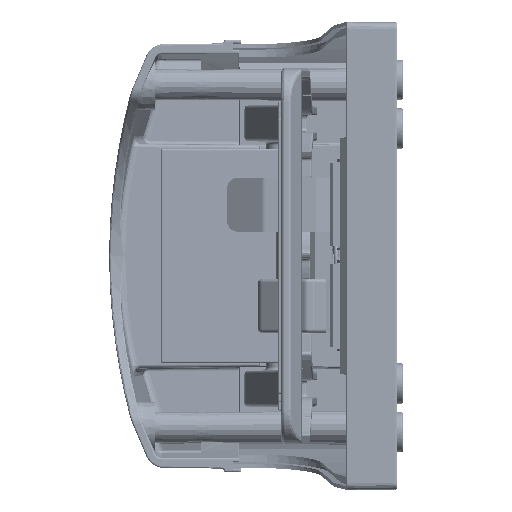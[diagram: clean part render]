
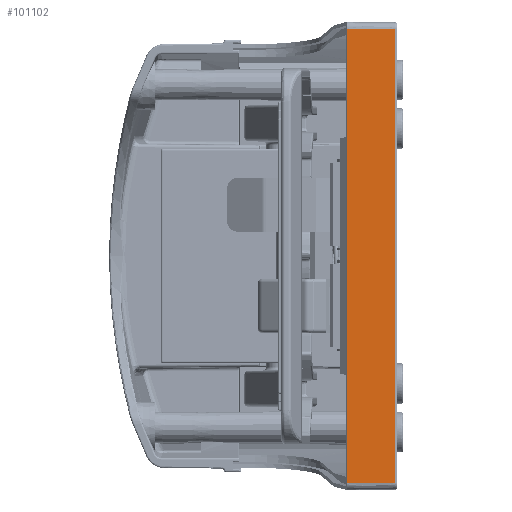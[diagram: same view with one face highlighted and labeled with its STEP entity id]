
A CAD part, left-side view. The second image highlights one B-rep face of the part: STEP entity #101102.
In plain terms, the highlighted planar face has unit normal (-1, 0, 0).
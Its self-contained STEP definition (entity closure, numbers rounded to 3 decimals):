
#4581 = DIRECTION ( 'NONE',  ( 0., 0., -1. ) ) ;
#18916 = VERTEX_POINT ( 'NONE', #167593 ) ;
#23102 = LINE ( 'NONE', #184873, #164962 ) ;
#26043 = EDGE_LOOP ( 'NONE', ( #109962, #83978, #187851, #110488 ) ) ;
#38685 = EDGE_CURVE ( 'NONE', #18916, #250038, #249859, .T. ) ;
#41573 = CARTESIAN_POINT ( 'NONE',  ( 79.183, 155.882, 269.13 ) ) ;
#45691 = EDGE_CURVE ( 'NONE', #262787, #18916, #254555, .T. ) ;
#49987 = VECTOR ( 'NONE', #4581, 1000. ) ;
#51660 = DIRECTION ( 'NONE',  ( 0., 1., -0.009 ) ) ;
#65677 = CARTESIAN_POINT ( 'NONE',  ( 79.183, 155.882, 133.719 ) ) ;
#83978 = ORIENTED_EDGE ( 'NONE', *, *, #45691, .F. ) ;
#92087 = CARTESIAN_POINT ( 'NONE',  ( 79.183, 190.046, 271.222 ) ) ;
#101102 = ADVANCED_FACE ( 'NONE', ( #126090 ), #276525, .F. ) ;
#102087 = DIRECTION ( 'NONE',  ( 0., -1., -0.009 ) ) ;
#102971 = CARTESIAN_POINT ( 'NONE',  ( 79.183, 148.834, 133.78 ) ) ;
#107184 = AXIS2_PLACEMENT_3D ( 'NONE', #92087, #247330, #274200 ) ;
#109962 = ORIENTED_EDGE ( 'NONE', *, *, #38685, .F. ) ;
#110488 = ORIENTED_EDGE ( 'NONE', *, *, #147474, .T. ) ;
#126090 = FACE_OUTER_BOUND ( 'NONE', #26043, .T. ) ;
#147474 = EDGE_CURVE ( 'NONE', #260078, #250038, #241336, .T. ) ;
#164962 = VECTOR ( 'NONE', #102087, 1000. ) ;
#167593 = CARTESIAN_POINT ( 'NONE',  ( 79.183, 141.546, 133.844 ) ) ;
#183747 = CARTESIAN_POINT ( 'NONE',  ( 79.183, 141.546, 269.005 ) ) ;
#184873 = CARTESIAN_POINT ( 'NONE',  ( 79.183, 155.882, 269.13 ) ) ;
#187851 = ORIENTED_EDGE ( 'NONE', *, *, #262778, .F. ) ;
#203011 = CARTESIAN_POINT ( 'NONE',  ( 79.183, 155.882, 131.337 ) ) ;
#229874 = DIRECTION ( 'NONE',  ( 0., 0., -1. ) ) ;
#232919 = VECTOR ( 'NONE', #229874, 1000. ) ;
#241336 = LINE ( 'NONE', #203011, #232919 ) ;
#247330 = DIRECTION ( 'NONE',  ( 1., 0., 0. ) ) ;
#249859 = LINE ( 'NONE', #102971, #312946 ) ;
#250038 = VERTEX_POINT ( 'NONE', #65677 ) ;
#254555 = LINE ( 'NONE', #326554, #49987 ) ;
#260078 = VERTEX_POINT ( 'NONE', #41573 ) ;
#262778 = EDGE_CURVE ( 'NONE', #260078, #262787, #23102, .T. ) ;
#262787 = VERTEX_POINT ( 'NONE', #183747 ) ;
#274200 = DIRECTION ( 'NONE',  ( 0., 0., -1. ) ) ;
#276525 = PLANE ( 'NONE',  #107184 ) ;
#312946 = VECTOR ( 'NONE', #51660, 1000. ) ;
#326554 = CARTESIAN_POINT ( 'NONE',  ( 79.183, 141.546, 271.222 ) ) ;
